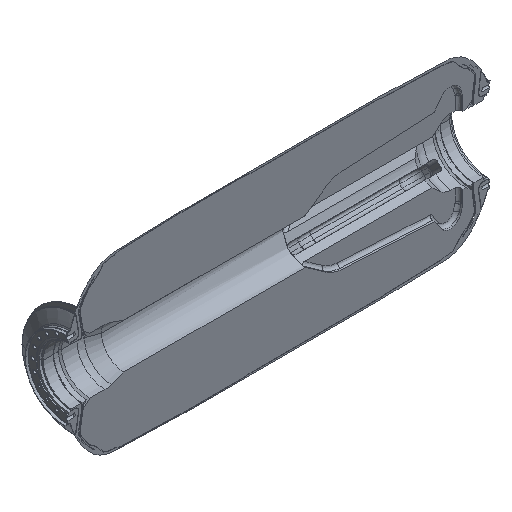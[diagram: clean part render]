
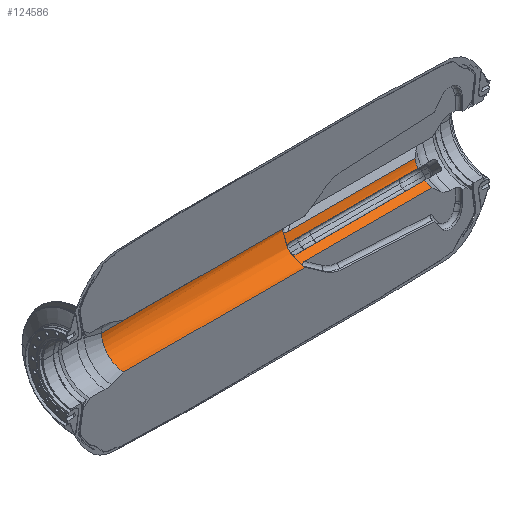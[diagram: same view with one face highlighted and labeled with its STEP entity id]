
A CAD part, isometric view. The second image highlights one B-rep face of the part: STEP entity #124586.
In plain terms, the highlighted free-form (B-spline) face has degree [2, 1] with [3, 2] control points.
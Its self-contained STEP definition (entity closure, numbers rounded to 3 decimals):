
#120186=CARTESIAN_POINT(' ',(509.994,0.,-60.));
#120187=VERTEX_POINT(' ',#120186);
#120201=CARTESIAN_POINT(' ',(509.994,0.,-60.));
#120206=DIRECTION(' ',(-1.,0.,0.));
#120211=VECTOR(' ',#120206,1.);
#120216=LINE('',#120201,#120211);
#120221=CARTESIAN_POINT(' ',(24.315,0.,-60.));
#120222=VERTEX_POINT(' ',#120221);
#120226=EDGE_CURVE(' ',#120187,#120222,#120216,.T.);
#123846=CARTESIAN_POINT(' ',(481.623,-0.007,-40.134));
#123851=DIRECTION(' ',(-0.574,0.,-0.819));
#123856=DIRECTION(' ',(0.811,0.145,-0.568));
#123861=AXIS2_PLACEMENT_3D(' ',#123846,#123851,#123856);
#123866=CIRCLE('',#123861,34.635);
#123871=CARTESIAN_POINT(' ',(509.696,5.,-59.791));
#123872=VERTEX_POINT(' ',#123871);
#123876=EDGE_CURVE(' ',#123872,#120187,#123866,.T.);
#123941=CARTESIAN_POINT(' ',(24.315,60.,0.));
#123946=CARTESIAN_POINT(' ',(862.56,60.,0.));
#123951=CARTESIAN_POINT(' ',(24.315,60.,-60.));
#123956=CARTESIAN_POINT(' ',(862.56,60.,-60.));
#123961=CARTESIAN_POINT(' ',(24.315,0.,-60.));
#123966=CARTESIAN_POINT(' ',(862.56,0.,-60.));
#123971=(BOUNDED_SURFACE()B_SPLINE_SURFACE(2,1,((#123941,#123946),(#123951,#123956),(#123961,#123966)),.UNSPECIFIED.,.F.,.F.,.U.)B_SPLINE_SURFACE_WITH_KNOTS((3,3),(2,2),(0.,1.),(0.,1.),.UNSPECIFIED.)GEOMETRIC_REPRESENTATION_ITEM()RATIONAL_B_SPLINE_SURFACE(((1.,1.),(0.707,0.707),(1.,1.)))REPRESENTATION_ITEM(' ')SURFACE());
#123976=CARTESIAN_POINT(' ',(24.315,0.,0.));
#123981=DIRECTION(' ',(-1.,0.,0.));
#123986=DIRECTION(' ',(0.,1.,0.));
#123991=AXIS2_PLACEMENT_3D(' ',#123976,#123981,#123986);
#123996=CIRCLE('',#123991,60.);
#124001=CARTESIAN_POINT(' ',(24.315,60.,0.));
#124002=VERTEX_POINT(' ',#124001);
#124006=EDGE_CURVE(' ',#124002,#120222,#123996,.T.);
#124011=ORIENTED_EDGE(' ',*,*,#124006,.T.);
#124016=ORIENTED_EDGE(' ',*,*,#120226,.F.);
#124021=ORIENTED_EDGE(' ',*,*,#123876,.F.);
#124026=CARTESIAN_POINT(' ',(509.696,5.,-59.791));
#124031=CARTESIAN_POINT(' ',(509.394,7.788,-59.558));
#124036=CARTESIAN_POINT(' ',(511.083,10.003,-59.178));
#124041=CARTESIAN_POINT(' ',(515.964,12.333,-58.725));
#124046=CARTESIAN_POINT(' ',(518.466,12.983,-58.578));
#124051=CARTESIAN_POINT(' ',(521.907,13.,-58.575));
#124056=B_SPLINE_CURVE_WITH_KNOTS('',3,(#124026,#124031,#124036,#124041,#124046,#124051),.UNSPECIFIED.,.F.,.U.,(4,2,4),(0.,0.619,1.),.UNSPECIFIED.);
#124061=CARTESIAN_POINT(' ',(521.907,13.,-58.575));
#124062=VERTEX_POINT(' ',#124061);
#124066=EDGE_CURVE(' ',#123872,#124062,#124056,.T.);
#124071=ORIENTED_EDGE(' ',*,*,#124066,.T.);
#124076=CARTESIAN_POINT(' ',(521.907,13.,-58.575));
#124081=DIRECTION(' ',(1.,0.,0.));
#124086=VECTOR(' ',#124081,1.);
#124091=LINE('',#124076,#124086);
#124096=CARTESIAN_POINT(' ',(862.56,13.,-58.575));
#124097=VERTEX_POINT(' ',#124096);
#124101=EDGE_CURVE(' ',#124062,#124097,#124091,.T.);
#124106=ORIENTED_EDGE(' ',*,*,#124101,.T.);
#124111=CARTESIAN_POINT(' ',(862.56,0.,0.001));
#124116=DIRECTION(' ',(1.,0.,0.));
#124121=DIRECTION(' ',(0.,0.217,-0.976));
#124126=AXIS2_PLACEMENT_3D(' ',#124111,#124116,#124121);
#124131=CIRCLE('',#124126,60.001);
#124136=CARTESIAN_POINT(' ',(862.56,32.226,-50.611));
#124137=VERTEX_POINT(' ',#124136);
#124141=EDGE_CURVE(' ',#124097,#124137,#124131,.T.);
#124146=ORIENTED_EDGE(' ',*,*,#124141,.T.);
#124151=CARTESIAN_POINT(' ',(862.56,32.226,-50.611));
#124156=DIRECTION(' ',(-1.,0.,0.));
#124161=VECTOR(' ',#124156,1.);
#124166=LINE('',#124151,#124161);
#124171=CARTESIAN_POINT(' ',(521.907,32.226,-50.611));
#124172=VERTEX_POINT(' ',#124171);
#124176=EDGE_CURVE(' ',#124137,#124172,#124166,.T.);
#124181=ORIENTED_EDGE(' ',*,*,#124176,.T.);
#124186=CARTESIAN_POINT(' ',(521.907,32.226,-50.611));
#124191=CARTESIAN_POINT(' ',(517.419,32.239,-50.603));
#124196=CARTESIAN_POINT(' ',(514.363,33.193,-50.004));
#124201=CARTESIAN_POINT(' ',(510.744,35.418,-48.446));
#124206=CARTESIAN_POINT(' ',(509.68,36.871,-47.369));
#124211=CARTESIAN_POINT(' ',(509.661,38.415,-46.092));
#124216=CARTESIAN_POINT(' ',(509.673,38.582,-45.951));
#124221=CARTESIAN_POINT(' ',(509.696,38.743,-45.814));
#124226=B_SPLINE_CURVE_WITH_KNOTS('',3,(#124186,#124191,#124196,#124201,#124206,#124211,#124216,#124221),.UNSPECIFIED.,.F.,.U.,(4,2,2,4),(0.,0.516,0.946,1.),.UNSPECIFIED.);
#124231=CARTESIAN_POINT(' ',(509.696,38.743,-45.814));
#124232=VERTEX_POINT(' ',#124231);
#124236=EDGE_CURVE(' ',#124172,#124232,#124226,.T.);
#124241=ORIENTED_EDGE(' ',*,*,#124236,.T.);
#124246=CARTESIAN_POINT(' ',(481.703,28.419,-28.419));
#124251=DIRECTION(' ',(0.574,-0.579,0.579));
#124256=DIRECTION(' ',(0.811,0.299,-0.504));
#124261=AXIS2_PLACEMENT_3D(' ',#124246,#124251,#124256);
#124266=CIRCLE('',#124261,34.537);
#124271=CARTESIAN_POINT(' ',(509.696,45.814,-38.743));
#124272=VERTEX_POINT(' ',#124271);
#124276=EDGE_CURVE(' ',#124232,#124272,#124266,.T.);
#124281=ORIENTED_EDGE(' ',*,*,#124276,.T.);
#124286=CARTESIAN_POINT(' ',(509.696,45.814,-38.743));
#124291=CARTESIAN_POINT(' ',(509.339,47.95,-36.218));
#124296=CARTESIAN_POINT(' ',(511.855,49.487,-33.952));
#124301=CARTESIAN_POINT(' ',(517.78,50.444,-32.491));
#124306=CARTESIAN_POINT(' ',(519.742,50.605,-32.235));
#124311=CARTESIAN_POINT(' ',(521.907,50.611,-32.226));
#124316=B_SPLINE_CURVE_WITH_KNOTS('',3,(#124286,#124291,#124296,#124301,#124306,#124311),.UNSPECIFIED.,.F.,.U.,(4,2,4),(0.,0.743,1.),.UNSPECIFIED.);
#124321=CARTESIAN_POINT(' ',(521.907,50.611,-32.226));
#124322=VERTEX_POINT(' ',#124321);
#124326=EDGE_CURVE(' ',#124272,#124322,#124316,.T.);
#124331=ORIENTED_EDGE(' ',*,*,#124326,.T.);
#124336=CARTESIAN_POINT(' ',(521.907,50.611,-32.226));
#124341=DIRECTION(' ',(1.,0.,0.));
#124346=VECTOR(' ',#124341,1.);
#124351=LINE('',#124336,#124346);
#124356=CARTESIAN_POINT(' ',(862.56,50.611,-32.226));
#124357=VERTEX_POINT(' ',#124356);
#124361=EDGE_CURVE(' ',#124322,#124357,#124351,.T.);
#124366=ORIENTED_EDGE(' ',*,*,#124361,.T.);
#124371=CARTESIAN_POINT(' ',(862.56,0.,0.));
#124376=DIRECTION(' ',(1.,0.,0.));
#124381=DIRECTION(' ',(0.,0.844,-0.537));
#124386=AXIS2_PLACEMENT_3D(' ',#124371,#124376,#124381);
#124391=CIRCLE('',#124386,60.);
#124396=CARTESIAN_POINT(' ',(862.56,58.575,-13.));
#124397=VERTEX_POINT(' ',#124396);
#124401=EDGE_CURVE(' ',#124357,#124397,#124391,.T.);
#124406=ORIENTED_EDGE(' ',*,*,#124401,.T.);
#124411=CARTESIAN_POINT(' ',(862.56,58.575,-13.));
#124416=DIRECTION(' ',(-1.,0.,0.));
#124421=VECTOR(' ',#124416,1.);
#124426=LINE('',#124411,#124421);
#124431=CARTESIAN_POINT(' ',(521.907,58.575,-13.));
#124432=VERTEX_POINT(' ',#124431);
#124436=EDGE_CURVE(' ',#124397,#124432,#124426,.T.);
#124441=ORIENTED_EDGE(' ',*,*,#124436,.T.);
#124446=CARTESIAN_POINT(' ',(521.907,58.575,-13.));
#124451=CARTESIAN_POINT(' ',(518.3,58.577,-12.988));
#124456=CARTESIAN_POINT(' ',(516.091,58.72,-12.355));
#124461=CARTESIAN_POINT(' ',(511.705,59.112,-10.353));
#124466=CARTESIAN_POINT(' ',(510.058,59.438,-8.436));
#124471=CARTESIAN_POINT(' ',(509.652,59.704,-5.974));
#124476=CARTESIAN_POINT(' ',(509.643,59.751,-5.488));
#124481=CARTESIAN_POINT(' ',(509.696,59.791,-5.));
#124486=B_SPLINE_CURVE_WITH_KNOTS('',3,(#124446,#124451,#124456,#124461,#124466,#124471,#124476,#124481),.UNSPECIFIED.,.F.,.U.,(4,2,2,4),(0.,0.358,0.874,1.),.UNSPECIFIED.);
#124491=CARTESIAN_POINT(' ',(509.696,59.791,-5.));
#124492=VERTEX_POINT(' ',#124491);
#124496=EDGE_CURVE(' ',#124432,#124492,#124486,.T.);
#124501=ORIENTED_EDGE(' ',*,*,#124496,.T.);
#124506=CARTESIAN_POINT(' ',(481.638,40.153,0.005));
#124511=DIRECTION(' ',(0.573,-0.819,0.));
#124516=DIRECTION(' ',(0.811,0.567,-0.145));
#124521=AXIS2_PLACEMENT_3D(' ',#124506,#124511,#124516);
#124526=CIRCLE('',#124521,34.612);
#124531=CARTESIAN_POINT(' ',(509.994,60.,0.));
#124532=VERTEX_POINT(' ',#124531);
#124536=EDGE_CURVE(' ',#124492,#124532,#124526,.T.);
#124541=ORIENTED_EDGE(' ',*,*,#124536,.T.);
#124546=CARTESIAN_POINT(' ',(509.994,60.,0.));
#124551=DIRECTION(' ',(-1.,0.,0.));
#124556=VECTOR(' ',#124551,1.);
#124561=LINE('',#124546,#124556);
#124566=EDGE_CURVE(' ',#124532,#124002,#124561,.T.);
#124571=ORIENTED_EDGE(' ',*,*,#124566,.T.);
#124576=EDGE_LOOP(' ',(#124011,#124016,#124021,#124071,#124106,#124146,#124181,#124241,#124281,#124331,#124366,#124406,#124441,#124501,#124541,#124571));
#124581=FACE_OUTER_BOUND(' ',#124576,.T.);
#124586=ADVANCED_FACE('',(#124581),#123971,.T.);
